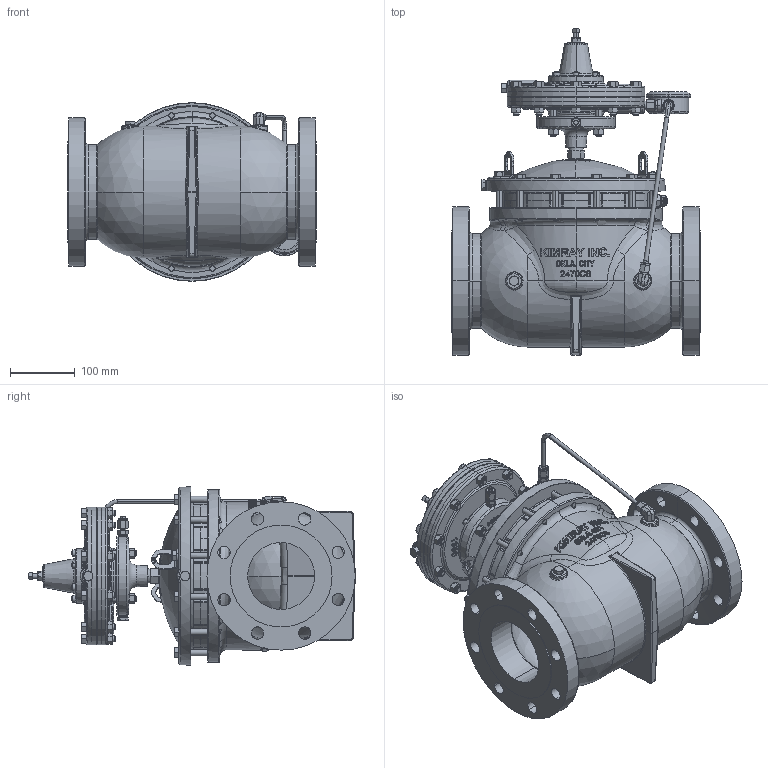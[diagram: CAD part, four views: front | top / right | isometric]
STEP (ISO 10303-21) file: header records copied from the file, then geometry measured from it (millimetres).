
FILE_DESCRIPTION (( 'STEP AP214' ), '1' );
FILE_NAME ('RAB4ARWF4S-AVC2.5.STEP', '2021-10-25T18:44:34', ( '' ), ( '' ), 'SwSTEP 2.0', 'SolidWorks 2019', '' );
FILE_SCHEMA (( 'AUTOMOTIVE_DESIGN' ));
Length unit declared in the file: inch
Products named in the file (1): RAB4ARWF4S-AVC2.5
Bounding box: 382.59 x 503.3 x 275.38 mm (x, y, z)
Volume: 10918267.3 mm3; surface area: 1011095.2 mm2
Topology: 1 solids, 1 shells, 6106 faces, 15854 edges, 9897 vertices
Faces by surface type: plane 2374, bspline 2071, cone 693, cylinder 562, torus 240, sphere 166
Entity records: 295486 total; most frequent: CARTESIAN_POINT 110900, ORIENTED_EDGE 31372, DIRECTION 21470, EDGE_CURVE 15686, VERTEX_POINT 9892, VECTOR 7314, LINE 7314, AXIS2_PLACEMENT_3D 7078
